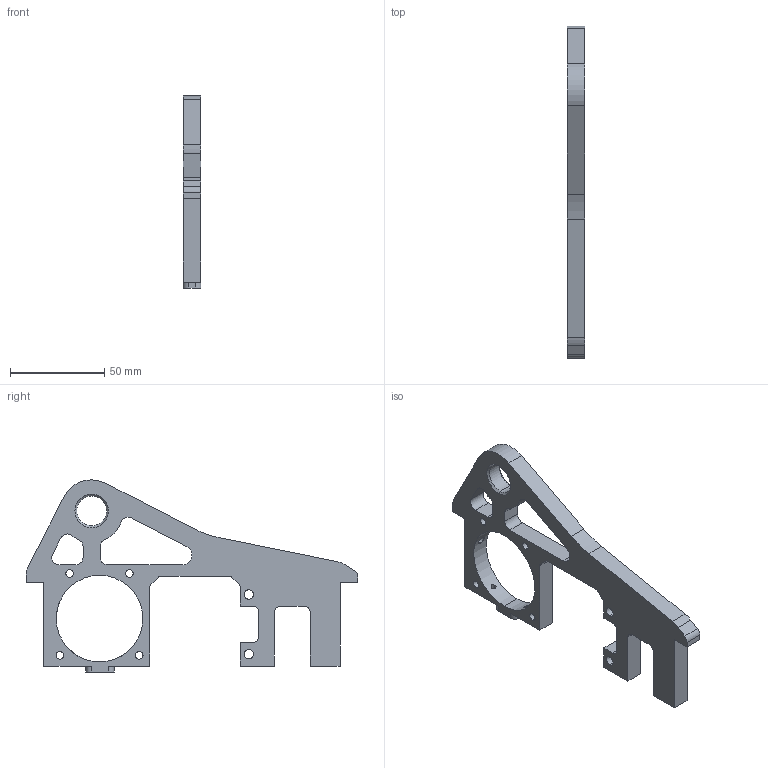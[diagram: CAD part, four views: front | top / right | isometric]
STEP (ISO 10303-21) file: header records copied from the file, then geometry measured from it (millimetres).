
FILE_DESCRIPTION (( 'STEP AP214' ), '1' );
FILE_NAME ('Left Upright.STEP', '2024-09-14T01:49:33', ( '' ), ( '' ), 'SwSTEP 2.0', 'SolidWorks 2024', '' );
FILE_SCHEMA (( 'AUTOMOTIVE_DESIGN' ));
Length unit declared in the file: inch
Products named in the file (1): Left Upright
Bounding box: 9.53 x 176.53 x 102.22 mm (x, y, z)
Volume: 57895.1 mm3; surface area: 23217.3 mm2
Topology: 1 solids, 1 shells, 106 faces, 307 edges, 199 vertices
Faces by surface type: cylinder 55, plane 37, cone 14
Entity records: 3716 total; most frequent: CARTESIAN_POINT 785, DIRECTION 615, ORIENTED_EDGE 606, EDGE_CURVE 303, AXIS2_PLACEMENT_3D 221, VERTEX_POINT 199, LINE 173, VECTOR 173
